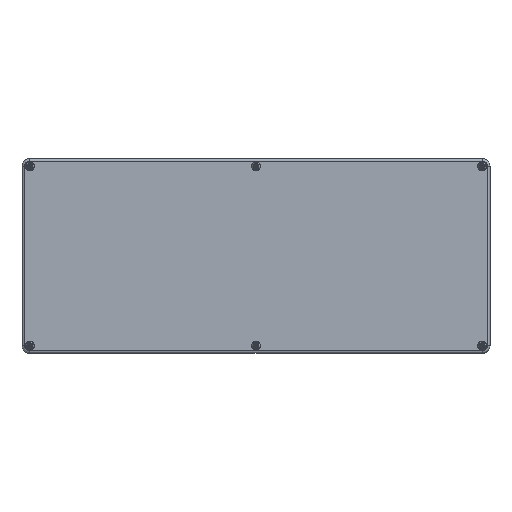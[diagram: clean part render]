
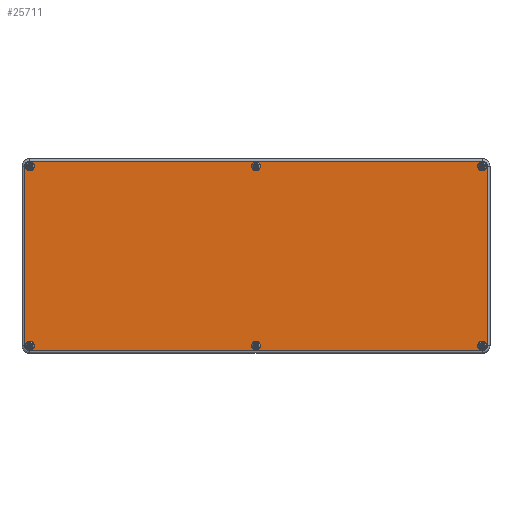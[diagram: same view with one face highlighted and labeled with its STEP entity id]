
A CAD part, top view. The second image highlights one B-rep face of the part: STEP entity #25711.
In plain terms, the highlighted face is planar.
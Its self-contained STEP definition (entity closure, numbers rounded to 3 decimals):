
#25268=CARTESIAN_POINT('',(296.616,-115.,-25.0));
#25269=VERTEX_POINT('',#25268);
#25277=CARTESIAN_POINT('',(296.616,115.,-25.0));
#25278=VERTEX_POINT('',#25277);
#25279=CARTESIAN_POINT('',(296.616,-115.,-25.0));
#25280=DIRECTION('',(0.0,1.0,0.0));
#25281=VECTOR('',#25280,230.);
#25282=LINE('',#25279,#25281);
#25283=EDGE_CURVE('',#25269,#25278,#25282,.T.);
#25310=CARTESIAN_POINT('',(290.,-121.616,-25.0));
#25311=VERTEX_POINT('',#25310);
#25319=CARTESIAN_POINT('',(290.,-115.,-25.0));
#25320=DIRECTION('',(0.0,0.0,1.0));
#25321=DIRECTION('',(0.707,-0.707,0.0));
#25322=AXIS2_PLACEMENT_3D('',#25319,#25320,#25321);
#25323=CIRCLE('',#25322,6.616);
#25324=EDGE_CURVE('',#25311,#25269,#25323,.T.);
#25342=CARTESIAN_POINT('',(290.,121.616,-25.0));
#25343=VERTEX_POINT('',#25342);
#25361=CARTESIAN_POINT('',(290.,115.,-25.0));
#25362=DIRECTION('',(0.0,0.0,1.0));
#25363=DIRECTION('',(0.707,0.707,0.0));
#25364=AXIS2_PLACEMENT_3D('',#25361,#25362,#25363);
#25365=CIRCLE('',#25364,6.616);
#25366=EDGE_CURVE('',#25278,#25343,#25365,.T.);
#25378=CARTESIAN_POINT('',(-290.,-121.616,-25.0));
#25379=VERTEX_POINT('',#25378);
#25387=CARTESIAN_POINT('',(-290.,-121.616,-25.0));
#25388=DIRECTION('',(1.0,0.0,0.0));
#25389=VECTOR('',#25388,580.);
#25390=LINE('',#25387,#25389);
#25391=EDGE_CURVE('',#25379,#25311,#25390,.T.);
#25408=CARTESIAN_POINT('',(-290.,121.616,-25.0));
#25409=VERTEX_POINT('',#25408);
#25426=CARTESIAN_POINT('',(290.,121.616,-25.0));
#25427=DIRECTION('',(-1.0,0.0,0.0));
#25428=VECTOR('',#25427,580.);
#25429=LINE('',#25426,#25428);
#25430=EDGE_CURVE('',#25343,#25409,#25429,.T.);
#25442=CARTESIAN_POINT('',(-296.616,-115.,-25.0));
#25443=VERTEX_POINT('',#25442);
#25451=CARTESIAN_POINT('',(-290.,-115.,-25.0));
#25452=DIRECTION('',(0.0,0.0,1.0));
#25453=DIRECTION('',(-0.707,-0.707,0.0));
#25454=AXIS2_PLACEMENT_3D('',#25451,#25452,#25453);
#25455=CIRCLE('',#25454,6.616);
#25456=EDGE_CURVE('',#25443,#25379,#25455,.T.);
#25474=CARTESIAN_POINT('',(-296.616,115.,-25.0));
#25475=VERTEX_POINT('',#25474);
#25493=CARTESIAN_POINT('',(-290.,115.,-25.0));
#25494=DIRECTION('',(0.0,0.0,1.0));
#25495=DIRECTION('',(-0.707,0.707,0.0));
#25496=AXIS2_PLACEMENT_3D('',#25493,#25494,#25495);
#25497=CIRCLE('',#25496,6.616);
#25498=EDGE_CURVE('',#25409,#25475,#25497,.T.);
#25516=CARTESIAN_POINT('',(-296.616,115.,-25.0));
#25517=DIRECTION('',(0.0,-1.0,0.0));
#25518=VECTOR('',#25517,230.);
#25519=LINE('',#25516,#25518);
#25520=EDGE_CURVE('',#25475,#25443,#25519,.T.);
#25630=CARTESIAN_POINT('',(0.,0.,-25.0));
#25631=DIRECTION('',(0.0,0.0,1.0));
#25632=DIRECTION('',(1.0,0.0,0.0));
#25633=AXIS2_PLACEMENT_3D('',#25630,#25631,#25632);
#25634=PLANE('',#25633);
#25635=ORIENTED_EDGE('',*,*,#25283,.F.);
#25636=ORIENTED_EDGE('',*,*,#25324,.F.);
#25637=ORIENTED_EDGE('',*,*,#25391,.F.);
#25638=ORIENTED_EDGE('',*,*,#25456,.F.);
#25639=ORIENTED_EDGE('',*,*,#25520,.F.);
#25640=ORIENTED_EDGE('',*,*,#25498,.F.);
#25641=ORIENTED_EDGE('',*,*,#25430,.F.);
#25642=ORIENTED_EDGE('',*,*,#25366,.F.);
#25643=EDGE_LOOP('',(#25635,#25636,#25637,#25638,#25639,#25640,#25641,#25642));
#25644=FACE_OUTER_BOUND('',#25643,.T.);
#25645=CARTESIAN_POINT('',(-5.8,115.,-25.0));
#25646=VERTEX_POINT('',#25645);
#25647=CARTESIAN_POINT('',(0.0,115.,-25.0));
#25648=DIRECTION('',(0.0,0.0,-1.0));
#25649=DIRECTION('',(1.0,0.0,0.0));
#25650=AXIS2_PLACEMENT_3D('',#25647,#25648,#25649);
#25651=CIRCLE('',#25650,5.8);
#25652=EDGE_CURVE('',#25646,#25646,#25651,.T.);
#25653=ORIENTED_EDGE('',*,*,#25652,.F.);
#25654=EDGE_LOOP('',(#25653));
#25655=FACE_BOUND('',#25654,.T.);
#25656=CARTESIAN_POINT('',(-295.8,115.,-25.0));
#25657=VERTEX_POINT('',#25656);
#25658=CARTESIAN_POINT('',(-290.0,115.,-25.0));
#25659=DIRECTION('',(0.0,0.0,-1.0));
#25660=DIRECTION('',(1.0,0.0,0.0));
#25661=AXIS2_PLACEMENT_3D('',#25658,#25659,#25660);
#25662=CIRCLE('',#25661,5.8);
#25663=EDGE_CURVE('',#25657,#25657,#25662,.T.);
#25664=ORIENTED_EDGE('',*,*,#25663,.F.);
#25665=EDGE_LOOP('',(#25664));
#25666=FACE_BOUND('',#25665,.T.);
#25667=CARTESIAN_POINT('',(284.2,115.,-25.0));
#25668=VERTEX_POINT('',#25667);
#25669=CARTESIAN_POINT('',(290.0,115.,-25.0));
#25670=DIRECTION('',(0.0,0.0,-1.0));
#25671=DIRECTION('',(1.0,0.0,0.0));
#25672=AXIS2_PLACEMENT_3D('',#25669,#25670,#25671);
#25673=CIRCLE('',#25672,5.8);
#25674=EDGE_CURVE('',#25668,#25668,#25673,.T.);
#25675=ORIENTED_EDGE('',*,*,#25674,.F.);
#25676=EDGE_LOOP('',(#25675));
#25677=FACE_BOUND('',#25676,.T.);
#25678=CARTESIAN_POINT('',(284.2,-115.,-25.0));
#25679=VERTEX_POINT('',#25678);
#25680=CARTESIAN_POINT('',(290.,-115.,-25.0));
#25681=DIRECTION('',(0.0,0.0,-1.0));
#25682=DIRECTION('',(1.0,0.0,0.0));
#25683=AXIS2_PLACEMENT_3D('',#25680,#25681,#25682);
#25684=CIRCLE('',#25683,5.8);
#25685=EDGE_CURVE('',#25679,#25679,#25684,.T.);
#25686=ORIENTED_EDGE('',*,*,#25685,.F.);
#25687=EDGE_LOOP('',(#25686));
#25688=FACE_BOUND('',#25687,.T.);
#25689=CARTESIAN_POINT('',(-295.8,-115.,-25.0));
#25690=VERTEX_POINT('',#25689);
#25691=CARTESIAN_POINT('',(-290.,-115.,-25.0));
#25692=DIRECTION('',(0.0,0.0,-1.0));
#25693=DIRECTION('',(1.0,0.0,0.0));
#25694=AXIS2_PLACEMENT_3D('',#25691,#25692,#25693);
#25695=CIRCLE('',#25694,5.8);
#25696=EDGE_CURVE('',#25690,#25690,#25695,.T.);
#25697=ORIENTED_EDGE('',*,*,#25696,.F.);
#25698=EDGE_LOOP('',(#25697));
#25699=FACE_BOUND('',#25698,.T.);
#25700=CARTESIAN_POINT('',(-5.8,-115.,-25.0));
#25701=VERTEX_POINT('',#25700);
#25702=CARTESIAN_POINT('',(0.0,-115.,-25.0));
#25703=DIRECTION('',(0.0,0.0,-1.0));
#25704=DIRECTION('',(1.0,0.0,0.0));
#25705=AXIS2_PLACEMENT_3D('',#25702,#25703,#25704);
#25706=CIRCLE('',#25705,5.8);
#25707=EDGE_CURVE('',#25701,#25701,#25706,.T.);
#25708=ORIENTED_EDGE('',*,*,#25707,.F.);
#25709=EDGE_LOOP('',(#25708));
#25710=FACE_BOUND('',#25709,.T.);
#25711=ADVANCED_FACE('',(#25644,#25655,#25666,#25677,#25688,#25699,#25710),#25634,.F.);
